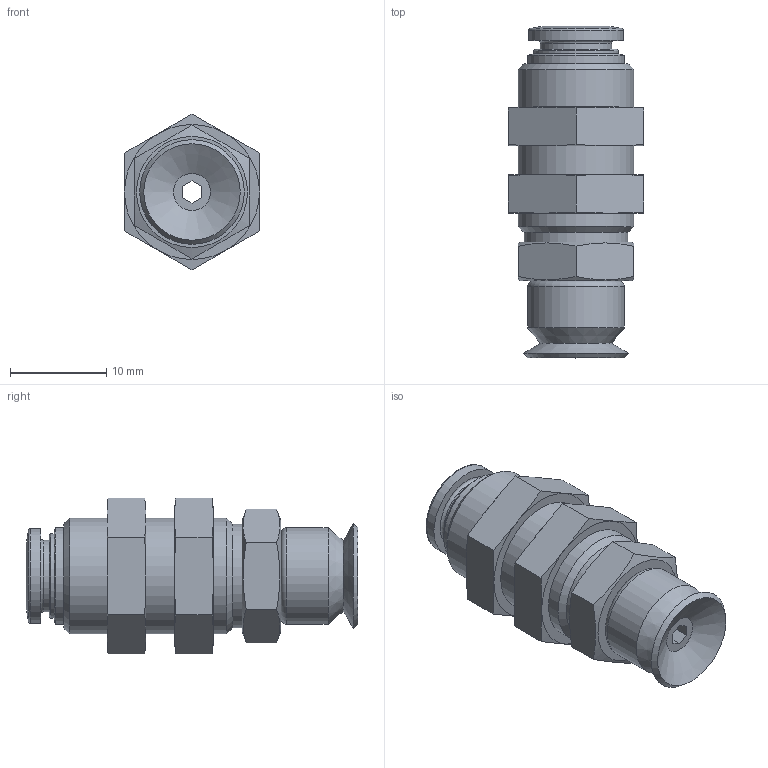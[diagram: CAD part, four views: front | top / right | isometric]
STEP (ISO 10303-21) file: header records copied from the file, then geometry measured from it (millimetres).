
FILE_DESCRIPTION( ( 'STEP AP214' ), '1' );
FILE_NAME( '189171 ESG-10-SN-HA-QS---(0_0).stp', '2020-06-19T06:23:02', ( 'License CC BY-ND 4.0' ), ( 'CADENAS' ), ' ', 'PARTsolutions', ' ' );
FILE_SCHEMA( ( 'AUTOMOTIVE_DESIGN { 1 0 10303 214 1 1 1 1 }' ) );
Length unit declared in the file: millimetre
Products named in the file (4): 189171 ESG-10-SN-HA-QS---(0_0); _189284 ESS-10-SN; _189197 ESH-HA-3-QS; _130518 ESHM-M12x1
Assembly tree (4 placements, depth 2):
  189171 ESG-10-SN-HA-QS---(0_0)
    _189284 ESS-10-SN
    _189197 ESH-HA-3-QS
    _130518 ESHM-M12x1  x2
Bounding box: 14 x 34.4 x 16.17 mm (x, y, z)
Volume: 3343 mm3; surface area: 3130.2 mm2
Topology: 4 solids, 4 shells, 98 faces, 201 edges, 118 vertices
Faces by surface type: cone 42, plane 39, cylinder 13, torus 4
Full cylindrical faces by diameter (mm): 3.242 x1, 4 x1, 5 x1, 6 x1, 7.4 x1, 8.8 x1, 9.8 x1, 10 x2, 10.773 x1, 10.917 x2, 12 x1
Entity records: 2526 total; most frequent: CARTESIAN_POINT 430, DIRECTION 298, ORIENTED_EDGE 240, AXIS2_PLACEMENT_3D 134, EDGE_LOOP 120, EDGE_CURVE 120, FACE_OUTER_BOUND 91, VERTEX_POINT 90
